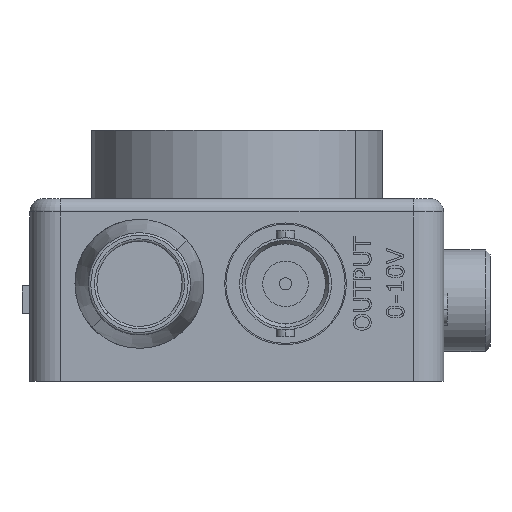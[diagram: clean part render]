
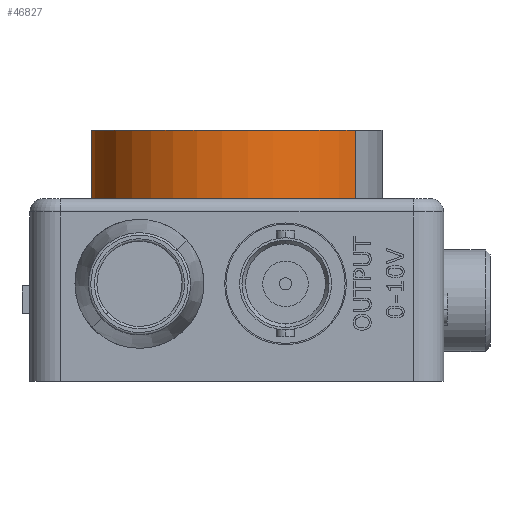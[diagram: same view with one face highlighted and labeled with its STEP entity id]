
A CAD part, front view. The second image highlights one B-rep face of the part: STEP entity #46827.
In plain terms, the highlighted cylindrical face has radius 15.24 mm (diameter 30.48 mm), a partial arc.
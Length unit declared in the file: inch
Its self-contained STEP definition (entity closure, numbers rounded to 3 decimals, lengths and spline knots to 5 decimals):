
#46803 = EDGE_CURVE ( 'NONE', #46818, #46817, #65336, .T. ) ;
#46804 = ORIENTED_EDGE ( 'NONE', *, *, #46826, .T. ) ;
#46805 = ORIENTED_EDGE ( 'NONE', *, *, #46806, .T. ) ;
#46806 = EDGE_CURVE ( 'NONE', #46824, #46821, #65325, .T. ) ;
#46817 = VERTEX_POINT ( 'NONE', #65430 ) ;
#46818 = VERTEX_POINT ( 'NONE', #65427 ) ;
#46820 = EDGE_CURVE ( 'NONE', #46817, #46821, #65424, .T. ) ;
#46821 = VERTEX_POINT ( 'NONE', #65418 ) ;
#46824 = VERTEX_POINT ( 'NONE', #65507 ) ;
#46826 = EDGE_CURVE ( 'NONE', #46818, #46824, #65503, .T. ) ;
#46827 = ADVANCED_FACE ( 'NONE', ( #65499 ), #65574, .T. ) ;
#46828 = EDGE_LOOP ( 'NONE', ( #46829, #46830, #46804, #46805 ) ) ;
#46829 = ORIENTED_EDGE ( 'NONE', *, *, #46820, .F. ) ;
#46830 = ORIENTED_EDGE ( 'NONE', *, *, #46803, .F. ) ;
#65320 = DIRECTION ( 'NONE',  ( 0.811, -0.585, 0. ) ) ;
#65321 = DIRECTION ( 'NONE',  ( 0., 0., 1. ) ) ;
#65322 = CARTESIAN_POINT ( 'NONE',  ( 0.85, 1.5, 0.75 ) ) ;
#65324 = AXIS2_PLACEMENT_3D ( 'NONE', #65322, #65321, #65320 ) ;
#65325 = CIRCLE ( 'NONE', #65324, 0.6 ) ;
#65332 = DIRECTION ( 'NONE',  ( 0.811, -0.585, 0. ) ) ;
#65333 = DIRECTION ( 'NONE',  ( 0., 0., 1. ) ) ;
#65334 = CARTESIAN_POINT ( 'NONE',  ( 0.85, 1.5, 1.03 ) ) ;
#65335 = AXIS2_PLACEMENT_3D ( 'NONE', #65334, #65333, #65332 ) ;
#65336 = CIRCLE ( 'NONE', #65335, 0.6 ) ;
#65418 = CARTESIAN_POINT ( 'NONE',  ( 1.33678, 1.14922, 0.75 ) ) ;
#65419 = DIRECTION ( 'NONE',  ( 0., 0., -1. ) ) ;
#65421 = VECTOR ( 'NONE', #65419, 39.37008 ) ;
#65423 = CARTESIAN_POINT ( 'NONE',  ( 1.33678, 1.14922, 1.03 ) ) ;
#65424 = LINE ( 'NONE', #65423, #65421 ) ;
#65427 = CARTESIAN_POINT ( 'NONE',  ( 0.36322, 1.85078, 1.03 ) ) ;
#65430 = CARTESIAN_POINT ( 'NONE',  ( 1.33678, 1.14922, 1.03 ) ) ;
#65499 = FACE_OUTER_BOUND ( 'NONE', #46828, .T. ) ;
#65500 = DIRECTION ( 'NONE',  ( 0., 0., -1. ) ) ;
#65501 = VECTOR ( 'NONE', #65500, 39.37008 ) ;
#65502 = CARTESIAN_POINT ( 'NONE',  ( 0.36322, 1.85078, 1.03 ) ) ;
#65503 = LINE ( 'NONE', #65502, #65501 ) ;
#65507 = CARTESIAN_POINT ( 'NONE',  ( 0.36322, 1.85078, 0.75 ) ) ;
#65571 = DIRECTION ( 'NONE',  ( -0.811, 0.585, 0. ) ) ;
#65572 = DIRECTION ( 'NONE',  ( 0., 0., -1. ) ) ;
#65573 = AXIS2_PLACEMENT_3D ( 'NONE', #65576, #65572, #65571 ) ;
#65574 = CYLINDRICAL_SURFACE ( 'NONE', #65573, 0.6 ) ;
#65576 = CARTESIAN_POINT ( 'NONE',  ( 0.85, 1.5, 1.03 ) ) ;
